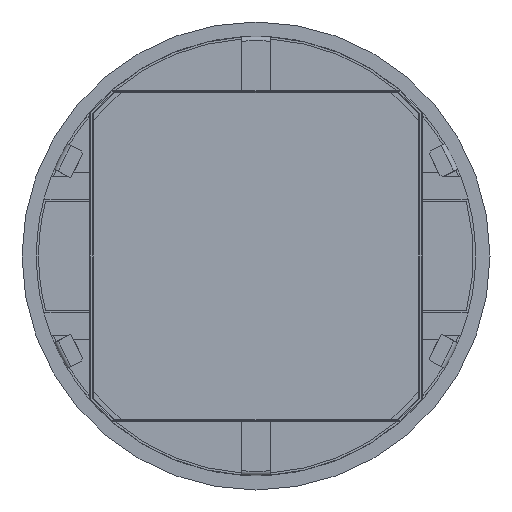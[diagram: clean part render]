
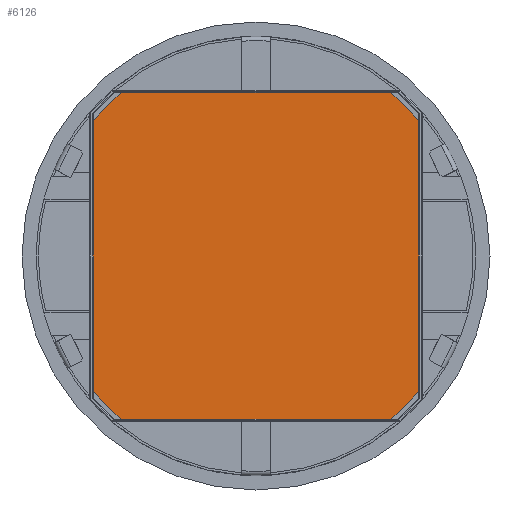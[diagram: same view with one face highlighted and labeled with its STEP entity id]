
A CAD part, front view. The second image highlights one B-rep face of the part: STEP entity #6126.
In plain terms, the highlighted planar face has unit normal (0, -1, 0).
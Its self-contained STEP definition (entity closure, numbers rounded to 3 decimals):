
#103 = DIRECTION ( 'NONE',  ( 0., 0., 1. ) ) ;
#164 = ORIENTED_EDGE ( 'NONE', *, *, #1880, .F. ) ;
#349 = CARTESIAN_POINT ( 'NONE',  ( 0., 0., 0. ) ) ;
#358 = AXIS2_PLACEMENT_3D ( 'NONE', #3245, #6154, #639 ) ;
#639 = DIRECTION ( 'NONE',  ( 0., 0., 1. ) ) ;
#855 = AXIS2_PLACEMENT_3D ( 'NONE', #6062, #2028, #103 ) ;
#1088 = CARTESIAN_POINT ( 'NONE',  ( 0., 0., -148.5 ) ) ;
#1696 = CIRCLE ( 'NONE', #855, 148.5 ) ;
#1880 = EDGE_CURVE ( 'NONE', #5770, #1909, #5145, .T. ) ;
#1909 = VERTEX_POINT ( 'NONE', #2818 ) ;
#2028 = DIRECTION ( 'NONE',  ( 0., 1., 0. ) ) ;
#2511 = AXIS2_PLACEMENT_3D ( 'NONE', #349, #3817, #6399 ) ;
#2578 = EDGE_CURVE ( 'NONE', #1909, #5770, #1696, .T. ) ;
#2818 = CARTESIAN_POINT ( 'NONE',  ( 0., 0., 148.5 ) ) ;
#3113 = PLANE ( 'NONE',  #358 ) ;
#3245 = CARTESIAN_POINT ( 'NONE',  ( 0., 0., 0. ) ) ;
#3817 = DIRECTION ( 'NONE',  ( 0., 1., 0. ) ) ;
#4042 = ORIENTED_EDGE ( 'NONE', *, *, #2578, .F. ) ;
#4110 = FACE_OUTER_BOUND ( 'NONE', #6542, .T. ) ;
#5145 = CIRCLE ( 'NONE', #2511, 148.5 ) ;
#5770 = VERTEX_POINT ( 'NONE', #1088 ) ;
#6062 = CARTESIAN_POINT ( 'NONE',  ( 0., 0., 0. ) ) ;
#6126 = ADVANCED_FACE ( 'NONE', ( #4110 ), #3113, .F. ) ;
#6154 = DIRECTION ( 'NONE',  ( 0., 1., 0. ) ) ;
#6399 = DIRECTION ( 'NONE',  ( 0., 0., 1. ) ) ;
#6542 = EDGE_LOOP ( 'NONE', ( #164, #4042 ) ) ;
